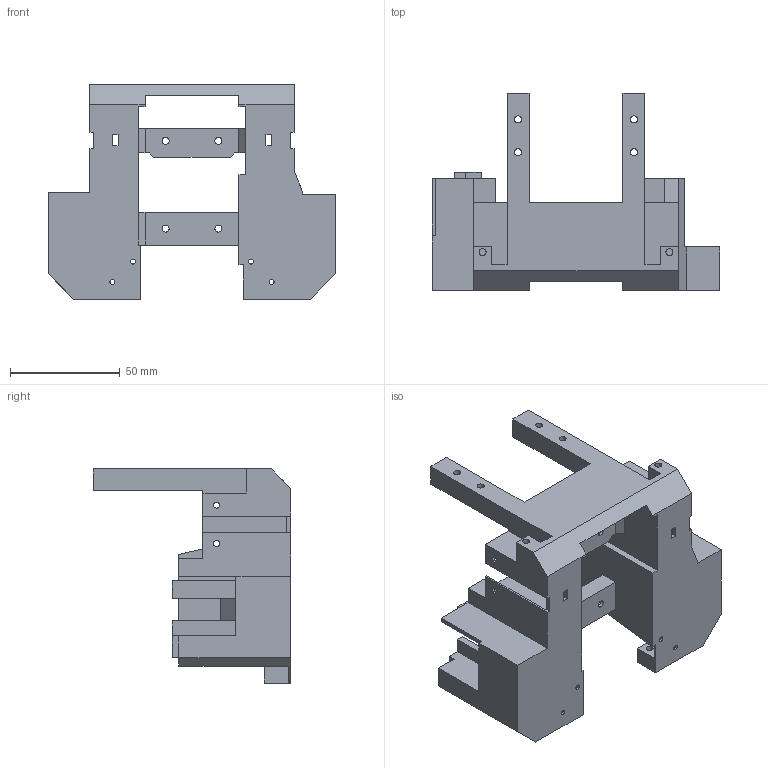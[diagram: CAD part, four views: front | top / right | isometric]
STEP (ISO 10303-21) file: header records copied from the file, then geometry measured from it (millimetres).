
FILE_DESCRIPTION (( 'STEP AP203' ), '1' );
FILE_NAME ('MainBracing.step', '2023-12-20T09:59:33', ( '' ), ( '' ), 'SwSTEP 2.0', 'SolidWorks 2022', '' );
FILE_SCHEMA (( 'CONFIG_CONTROL_DESIGN' ));
Length unit declared in the file: millimetre
Products named in the file (1): MainBracing
Bounding box: 131 x 90 x 97.6 mm (x, y, z)
Volume: 120332.3 mm3; surface area: 64816.6 mm2
Topology: 1 solids, 1 shells, 383 faces, 1041 edges, 682 vertices
Faces by surface type: plane 283, cylinder 100
Entity records: 12148 total; most frequent: CARTESIAN_POINT 2131, ORIENTED_EDGE 2082, DIRECTION 1985, EDGE_CURVE 1041, LINE 849, VECTOR 849, VERTEX_POINT 682, AXIS2_PLACEMENT_3D 568
